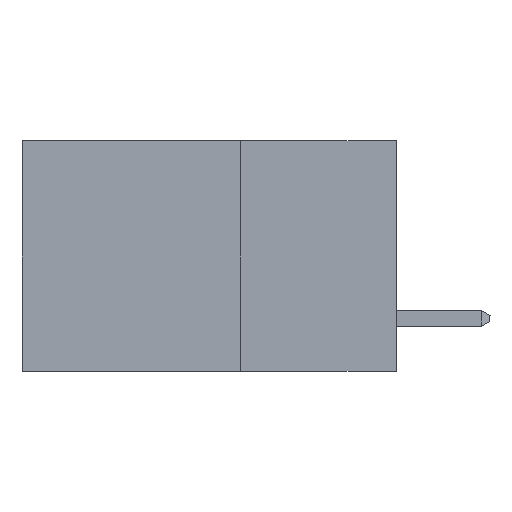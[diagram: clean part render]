
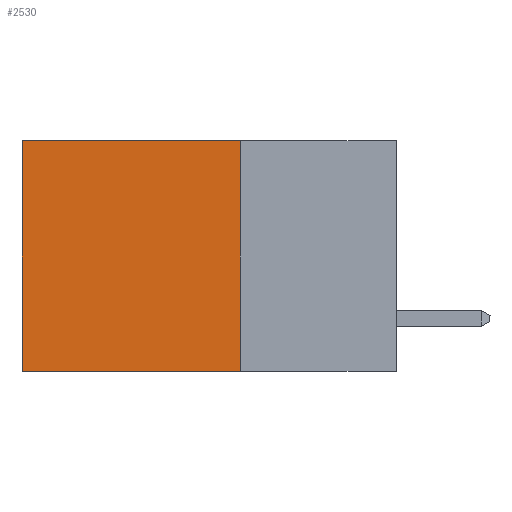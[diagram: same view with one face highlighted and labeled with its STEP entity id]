
A CAD part, left-side view. The second image highlights one B-rep face of the part: STEP entity #2530.
In plain terms, the highlighted planar face has unit normal (-1, 0, 0).
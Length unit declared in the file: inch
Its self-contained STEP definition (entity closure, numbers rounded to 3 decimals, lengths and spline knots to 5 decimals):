
#496 = CARTESIAN_POINT ( 'NONE',  ( 0.2615, 0.25, 0. ) ) ;
#1623 = EDGE_CURVE ( 'NONE', #20567, #4492, #4186, .T. ) ;
#1971 = CARTESIAN_POINT ( 'NONE',  ( 0.2615, 0.6, -0.37 ) ) ;
#2530 = ADVANCED_FACE ( 'NONE', ( #3607 ), #6775, .F. ) ;
#3607 = FACE_OUTER_BOUND ( 'NONE', #15490, .T. ) ;
#3700 = CARTESIAN_POINT ( 'NONE',  ( 0.2615, 0.25, -0.37 ) ) ;
#4105 = VECTOR ( 'NONE', #8273, 39.37008 ) ;
#4186 = LINE ( 'NONE', #3700, #12305 ) ;
#4492 = VERTEX_POINT ( 'NONE', #6529 ) ;
#4634 = DIRECTION ( 'NONE',  ( 0., 0., -1. ) ) ;
#5858 = EDGE_CURVE ( 'NONE', #20567, #7769, #17443, .T. ) ;
#6250 = DIRECTION ( 'NONE',  ( 0., 0., -1. ) ) ;
#6427 = DIRECTION ( 'NONE',  ( 1., 0., 0. ) ) ;
#6529 = CARTESIAN_POINT ( 'NONE',  ( 0.2615, 0.25, -0.37 ) ) ;
#6600 = CARTESIAN_POINT ( 'NONE',  ( 0.2615, 0.25, -0.37 ) ) ;
#6775 = PLANE ( 'NONE',  #9109 ) ;
#7769 = VERTEX_POINT ( 'NONE', #12657 ) ;
#8120 = DIRECTION ( 'NONE',  ( 0., 0., -1. ) ) ;
#8273 = DIRECTION ( 'NONE',  ( 0., 1., 0. ) ) ;
#8866 = ORIENTED_EDGE ( 'NONE', *, *, #1623, .F. ) ;
#9035 = LINE ( 'NONE', #11453, #4105 ) ;
#9109 = AXIS2_PLACEMENT_3D ( 'NONE', #6600, #6427, #6250 ) ;
#9119 = ORIENTED_EDGE ( 'NONE', *, *, #5858, .T. ) ;
#11126 = CARTESIAN_POINT ( 'NONE',  ( 0.2615, 0.6, -0.37 ) ) ;
#11453 = CARTESIAN_POINT ( 'NONE',  ( 0.2615, 0.25, -0.37 ) ) ;
#11492 = ORIENTED_EDGE ( 'NONE', *, *, #20099, .T. ) ;
#12305 = VECTOR ( 'NONE', #8120, 39.37008 ) ;
#12657 = CARTESIAN_POINT ( 'NONE',  ( 0.2615, 0.6, 0. ) ) ;
#13139 = VECTOR ( 'NONE', #20648, 39.37008 ) ;
#15490 = EDGE_LOOP ( 'NONE', ( #11492, #20509, #8866, #9119 ) ) ;
#15630 = CARTESIAN_POINT ( 'NONE',  ( 0.2615, 0.25, 0. ) ) ;
#16366 = VECTOR ( 'NONE', #4634, 39.37008 ) ;
#17062 = EDGE_CURVE ( 'NONE', #4492, #19126, #9035, .T. ) ;
#17443 = LINE ( 'NONE', #496, #13139 ) ;
#19126 = VERTEX_POINT ( 'NONE', #1971 ) ;
#20099 = EDGE_CURVE ( 'NONE', #7769, #19126, #20554, .T. ) ;
#20509 = ORIENTED_EDGE ( 'NONE', *, *, #17062, .F. ) ;
#20554 = LINE ( 'NONE', #11126, #16366 ) ;
#20567 = VERTEX_POINT ( 'NONE', #15630 ) ;
#20648 = DIRECTION ( 'NONE',  ( 0., 1., 0. ) ) ;
